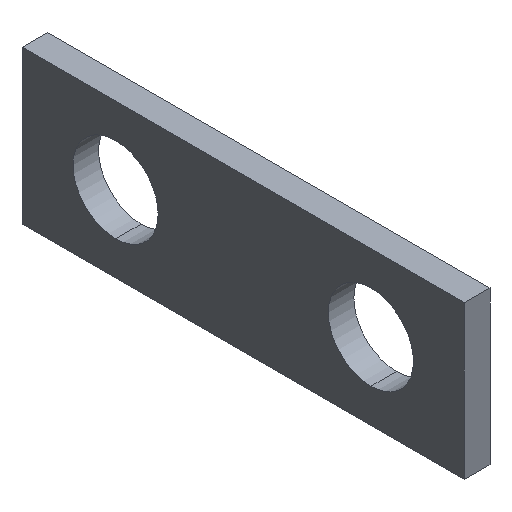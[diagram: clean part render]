
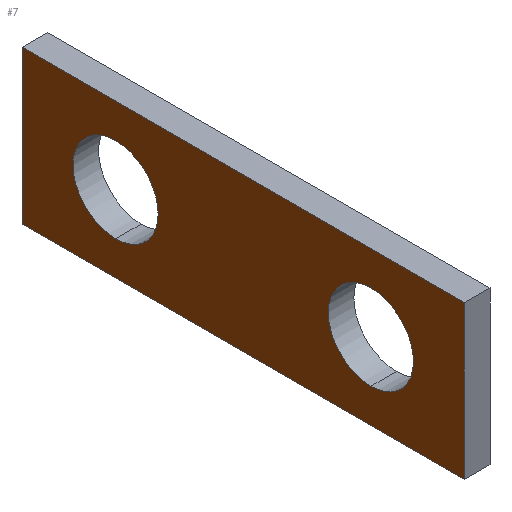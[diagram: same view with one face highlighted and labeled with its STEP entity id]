
A CAD part, isometric view. The second image highlights one B-rep face of the part: STEP entity #7.
In plain terms, the highlighted planar face has unit normal (-1, 0, 0).
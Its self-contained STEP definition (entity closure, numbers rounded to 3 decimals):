
#7 = ADVANCED_FACE ( 'NONE', ( #228, #153, #373 ), #242, .F. ) ;
#16 = EDGE_LOOP ( 'NONE', ( #185, #322 ) ) ;
#23 = CARTESIAN_POINT ( 'NONE',  ( 0., 26., -9. ) ) ;
#25 = EDGE_LOOP ( 'NONE', ( #314, #83, #261, #268 ) ) ;
#28 = LINE ( 'NONE', #176, #172 ) ;
#38 = DIRECTION ( 'NONE',  ( 0., 0., -1. ) ) ;
#60 = VERTEX_POINT ( 'NONE', #382 ) ;
#65 = CARTESIAN_POINT ( 'NONE',  ( 0., 0., 0. ) ) ;
#70 = DIRECTION ( 'NONE',  ( 0., 0., -1. ) ) ;
#83 = ORIENTED_EDGE ( 'NONE', *, *, #260, .F. ) ;
#98 = DIRECTION ( 'NONE',  ( 1., 0., 0. ) ) ;
#118 = LINE ( 'NONE', #359, #129 ) ;
#120 = CARTESIAN_POINT ( 'NONE',  ( 0., 26., 9. ) ) ;
#124 = CARTESIAN_POINT ( 'NONE',  ( 0., 15., -5. ) ) ;
#128 = VERTEX_POINT ( 'NONE', #175 ) ;
#129 = VECTOR ( 'NONE', #132, 1000. ) ;
#132 = DIRECTION ( 'NONE',  ( 0., -1., 0. ) ) ;
#139 = LINE ( 'NONE', #275, #367 ) ;
#141 = CIRCLE ( 'NONE', #295, 5. ) ;
#145 = ORIENTED_EDGE ( 'NONE', *, *, #279, .T. ) ;
#152 = DIRECTION ( 'NONE',  ( 0., 1., 0. ) ) ;
#153 = FACE_OUTER_BOUND ( 'NONE', #25, .T. ) ;
#155 = CARTESIAN_POINT ( 'NONE',  ( 0., 15., 5. ) ) ;
#159 = AXIS2_PLACEMENT_3D ( 'NONE', #340, #284, #38 ) ;
#167 = AXIS2_PLACEMENT_3D ( 'NONE', #328, #209, #243 ) ;
#172 = VECTOR ( 'NONE', #379, 1000. ) ;
#173 = EDGE_CURVE ( 'NONE', #251, #60, #274, .T. ) ;
#175 = CARTESIAN_POINT ( 'NONE',  ( 0., 26., -9. ) ) ;
#176 = CARTESIAN_POINT ( 'NONE',  ( 0., -26., -9. ) ) ;
#185 = ORIENTED_EDGE ( 'NONE', *, *, #241, .T. ) ;
#187 = CARTESIAN_POINT ( 'NONE',  ( 0., 15., 0. ) ) ;
#190 = EDGE_CURVE ( 'NONE', #225, #255, #28, .T. ) ;
#191 = VERTEX_POINT ( 'NONE', #120 ) ;
#200 = DIRECTION ( 'NONE',  ( 0., 0., -1. ) ) ;
#209 = DIRECTION ( 'NONE',  ( 1., 0., 0. ) ) ;
#210 = CIRCLE ( 'NONE', #159, 5. ) ;
#225 = VERTEX_POINT ( 'NONE', #267 ) ;
#228 = FACE_BOUND ( 'NONE', #16, .T. ) ;
#235 = CARTESIAN_POINT ( 'NONE',  ( 0., -15., 0. ) ) ;
#240 = DIRECTION ( 'NONE',  ( 0., 0., 1. ) ) ;
#241 = EDGE_CURVE ( 'NONE', #381, #258, #375, .T. ) ;
#242 = PLANE ( 'NONE',  #360 ) ;
#243 = DIRECTION ( 'NONE',  ( 0., 0., -1. ) ) ;
#251 = VERTEX_POINT ( 'NONE', #352 ) ;
#255 = VERTEX_POINT ( 'NONE', #304 ) ;
#256 = AXIS2_PLACEMENT_3D ( 'NONE', #235, #297, #200 ) ;
#257 = LINE ( 'NONE', #23, #290 ) ;
#258 = VERTEX_POINT ( 'NONE', #124 ) ;
#260 = EDGE_CURVE ( 'NONE', #128, #191, #257, .T. ) ;
#261 = ORIENTED_EDGE ( 'NONE', *, *, #342, .F. ) ;
#267 = CARTESIAN_POINT ( 'NONE',  ( 0., -26., 9. ) ) ;
#268 = ORIENTED_EDGE ( 'NONE', *, *, #190, .F. ) ;
#274 = CIRCLE ( 'NONE', #256, 5. ) ;
#275 = CARTESIAN_POINT ( 'NONE',  ( 0., -26., -9. ) ) ;
#279 = EDGE_CURVE ( 'NONE', #60, #251, #210, .T. ) ;
#284 = DIRECTION ( 'NONE',  ( 1., 0., 0. ) ) ;
#287 = EDGE_CURVE ( 'NONE', #191, #225, #118, .T. ) ;
#288 = EDGE_CURVE ( 'NONE', #258, #381, #141, .T. ) ;
#290 = VECTOR ( 'NONE', #240, 1000. ) ;
#295 = AXIS2_PLACEMENT_3D ( 'NONE', #187, #98, #70 ) ;
#297 = DIRECTION ( 'NONE',  ( 1., 0., 0. ) ) ;
#304 = CARTESIAN_POINT ( 'NONE',  ( 0., -26., -9. ) ) ;
#314 = ORIENTED_EDGE ( 'NONE', *, *, #287, .F. ) ;
#322 = ORIENTED_EDGE ( 'NONE', *, *, #288, .T. ) ;
#328 = CARTESIAN_POINT ( 'NONE',  ( 0., 15., 0. ) ) ;
#340 = CARTESIAN_POINT ( 'NONE',  ( 0., -15., 0. ) ) ;
#342 = EDGE_CURVE ( 'NONE', #255, #128, #139, .T. ) ;
#352 = CARTESIAN_POINT ( 'NONE',  ( 0., -15., -5. ) ) ;
#359 = CARTESIAN_POINT ( 'NONE',  ( 0., -26., 9. ) ) ;
#360 = AXIS2_PLACEMENT_3D ( 'NONE', #65, #380, #378 ) ;
#364 = ORIENTED_EDGE ( 'NONE', *, *, #173, .T. ) ;
#367 = VECTOR ( 'NONE', #152, 1000. ) ;
#373 = FACE_BOUND ( 'NONE', #374, .T. ) ;
#374 = EDGE_LOOP ( 'NONE', ( #145, #364 ) ) ;
#375 = CIRCLE ( 'NONE', #167, 5. ) ;
#378 = DIRECTION ( 'NONE',  ( 0., 0., -1. ) ) ;
#379 = DIRECTION ( 'NONE',  ( 0., 0., -1. ) ) ;
#380 = DIRECTION ( 'NONE',  ( 1., 0., 0. ) ) ;
#381 = VERTEX_POINT ( 'NONE', #155 ) ;
#382 = CARTESIAN_POINT ( 'NONE',  ( 0., -15., 5. ) ) ;
